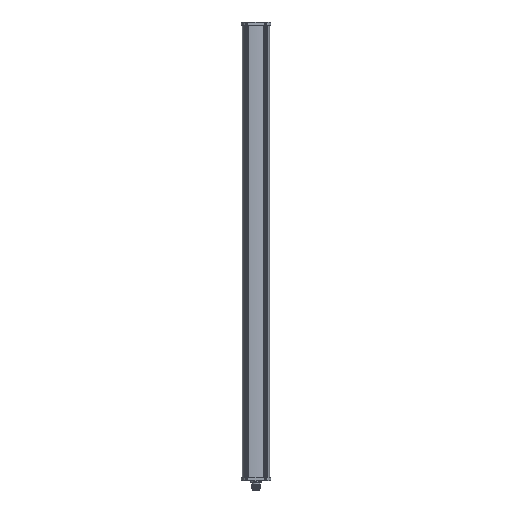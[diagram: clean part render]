
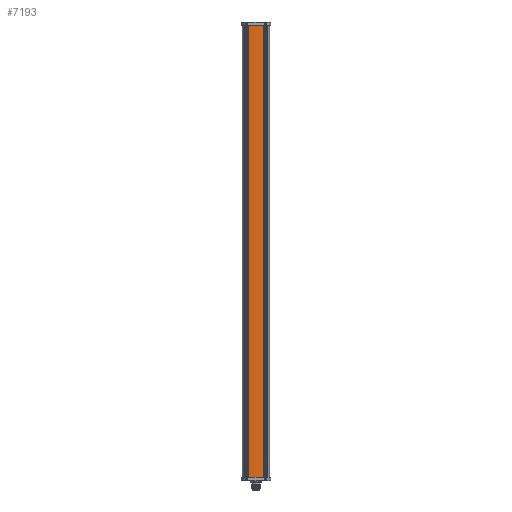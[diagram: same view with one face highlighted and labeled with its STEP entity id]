
A CAD part, front view. The second image highlights one B-rep face of the part: STEP entity #7193.
In plain terms, the highlighted cylindrical face has radius 94.814 mm (diameter 189.629 mm), a partial arc.
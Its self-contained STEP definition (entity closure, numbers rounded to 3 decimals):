
#29 = LINE ( 'NONE', #9795, #23310 ) ;
#74 = CARTESIAN_POINT ( 'NONE',  ( -4.353, 283.388, 13.225 ) ) ;
#321 = DIRECTION ( 'NONE',  ( 0., -1., 0. ) ) ;
#328 = CARTESIAN_POINT ( 'NONE',  ( 0., 325.999, -81.489 ) ) ;
#347 = ORIENTED_EDGE ( 'NONE', *, *, #22391, .F. ) ;
#599 = DIRECTION ( 'NONE',  ( 1., 0., 0. ) ) ;
#725 = DIRECTION ( 'NONE',  ( 1., 0., 0. ) ) ;
#727 = CARTESIAN_POINT ( 'NONE',  ( 0., -328.001, -81.489 ) ) ;
#768 = EDGE_CURVE ( 'NONE', #9226, #12142, #24672, .T. ) ;
#794 = ORIENTED_EDGE ( 'NONE', *, *, #768, .F. ) ;
#1366 = CARTESIAN_POINT ( 'NONE',  ( 0., -328.001, -81.489 ) ) ;
#1972 = DIRECTION ( 'NONE',  ( 0., -1., 0. ) ) ;
#1977 = CARTESIAN_POINT ( 'NONE',  ( 4.353, -285.39, 13.225 ) ) ;
#2219 = EDGE_CURVE ( 'NONE', #9212, #16710, #8051, .T. ) ;
#2754 = CIRCLE ( 'NONE', #12023, 94.814 ) ;
#2870 = ORIENTED_EDGE ( 'NONE', *, *, #9130, .T. ) ;
#3177 = CIRCLE ( 'NONE', #14108, 94.814 ) ;
#3375 = VECTOR ( 'NONE', #1972, 1000. ) ;
#3413 = DIRECTION ( 'NONE',  ( 0., 1., 0. ) ) ;
#4191 = LINE ( 'NONE', #74, #10490 ) ;
#4581 = ORIENTED_EDGE ( 'NONE', *, *, #16548, .F. ) ;
#4841 = CARTESIAN_POINT ( 'NONE',  ( 11.5, -328.001, 12.625 ) ) ;
#4960 = EDGE_CURVE ( 'NONE', #18585, #25253, #29, .T. ) ;
#5072 = DIRECTION ( 'NONE',  ( -1., 0., 0. ) ) ;
#5372 = EDGE_LOOP ( 'NONE', ( #7796, #10173, #5843, #2870, #4581, #6568, #24444, #347, #6425, #10551, #794, #7553 ) ) ;
#5569 = EDGE_CURVE ( 'NONE', #21069, #10898, #16997, .T. ) ;
#5843 = ORIENTED_EDGE ( 'NONE', *, *, #4960, .F. ) ;
#5905 = CARTESIAN_POINT ( 'NONE',  ( 4.353, -326.001, 13.225 ) ) ;
#6425 = ORIENTED_EDGE ( 'NONE', *, *, #2219, .F. ) ;
#6568 = ORIENTED_EDGE ( 'NONE', *, *, #11009, .F. ) ;
#6964 = VECTOR ( 'NONE', #7121, 1000. ) ;
#7121 = DIRECTION ( 'NONE',  ( 0., -1., 0. ) ) ;
#7193 = ADVANCED_FACE ( 'NONE', ( #9917 ), #17990, .T. ) ;
#7280 = CARTESIAN_POINT ( 'NONE',  ( -4.353, 325.999, 13.225 ) ) ;
#7553 = ORIENTED_EDGE ( 'NONE', *, *, #13579, .F. ) ;
#7600 = CARTESIAN_POINT ( 'NONE',  ( 11.5, 325.999, 12.625 ) ) ;
#7796 = ORIENTED_EDGE ( 'NONE', *, *, #21300, .F. ) ;
#7898 = CARTESIAN_POINT ( 'NONE',  ( 11.5, 344.61, 12.625 ) ) ;
#7965 = DIRECTION ( 'NONE',  ( 0., 1., 0. ) ) ;
#8051 = LINE ( 'NONE', #13864, #3375 ) ;
#8135 = DIRECTION ( 'NONE',  ( 0., -1., 0. ) ) ;
#8635 = DIRECTION ( 'NONE',  ( -1., 0., 0. ) ) ;
#8698 = VERTEX_POINT ( 'NONE', #7600 ) ;
#9123 = AXIS2_PLACEMENT_3D ( 'NONE', #727, #321, #8635 ) ;
#9130 = EDGE_CURVE ( 'NONE', #18585, #10948, #24851, .T. ) ;
#9212 = VERTEX_POINT ( 'NONE', #21965 ) ;
#9226 = VERTEX_POINT ( 'NONE', #24191 ) ;
#9520 = DIRECTION ( 'NONE',  ( 0., -1., 0. ) ) ;
#9795 = CARTESIAN_POINT ( 'NONE',  ( 4.353, 283.388, 13.225 ) ) ;
#9802 = VERTEX_POINT ( 'NONE', #4841 ) ;
#9917 = FACE_OUTER_BOUND ( 'NONE', #5372, .T. ) ;
#10092 = VECTOR ( 'NONE', #12003, 1000. ) ;
#10173 = ORIENTED_EDGE ( 'NONE', *, *, #12302, .F. ) ;
#10490 = VECTOR ( 'NONE', #8135, 1000. ) ;
#10551 = ORIENTED_EDGE ( 'NONE', *, *, #12067, .T. ) ;
#10898 = VERTEX_POINT ( 'NONE', #21485 ) ;
#10948 = VERTEX_POINT ( 'NONE', #23590 ) ;
#11009 = EDGE_CURVE ( 'NONE', #21069, #25173, #19477, .T. ) ;
#11132 = CARTESIAN_POINT ( 'NONE',  ( 0., 323.999, -81.489 ) ) ;
#12003 = DIRECTION ( 'NONE',  ( 0., 1., 0. ) ) ;
#12023 = AXIS2_PLACEMENT_3D ( 'NONE', #328, #12468, #599 ) ;
#12067 = EDGE_CURVE ( 'NONE', #9212, #12142, #3177, .T. ) ;
#12142 = VERTEX_POINT ( 'NONE', #5905 ) ;
#12302 = EDGE_CURVE ( 'NONE', #25253, #8698, #2754, .T. ) ;
#12468 = DIRECTION ( 'NONE',  ( 0., 1., 0. ) ) ;
#13023 = AXIS2_PLACEMENT_3D ( 'NONE', #11132, #9520, #5072 ) ;
#13040 = DIRECTION ( 'NONE',  ( 1., 0., 0. ) ) ;
#13143 = AXIS2_PLACEMENT_3D ( 'NONE', #13656, #21870, #21617 ) ;
#13579 = EDGE_CURVE ( 'NONE', #9802, #9226, #17986, .T. ) ;
#13656 = CARTESIAN_POINT ( 'NONE',  ( 0., 325.999, -81.489 ) ) ;
#13864 = CARTESIAN_POINT ( 'NONE',  ( -4.353, -285.39, 13.225 ) ) ;
#14108 = AXIS2_PLACEMENT_3D ( 'NONE', #16871, #3413, #13040 ) ;
#14239 = CARTESIAN_POINT ( 'NONE',  ( 4.353, 323.999, 13.225 ) ) ;
#15934 = LINE ( 'NONE', #7898, #18220 ) ;
#16548 = EDGE_CURVE ( 'NONE', #25173, #10948, #4191, .T. ) ;
#16710 = VERTEX_POINT ( 'NONE', #20423 ) ;
#16844 = AXIS2_PLACEMENT_3D ( 'NONE', #23705, #18115, #725 ) ;
#16871 = CARTESIAN_POINT ( 'NONE',  ( 0., -326.001, -81.489 ) ) ;
#16997 = LINE ( 'NONE', #25076, #6964 ) ;
#17986 = CIRCLE ( 'NONE', #9123, 94.814 ) ;
#17990 = CYLINDRICAL_SURFACE ( 'NONE', #16844, 94.814 ) ;
#18115 = DIRECTION ( 'NONE',  ( 0., -1., 0. ) ) ;
#18220 = VECTOR ( 'NONE', #21654, 1000. ) ;
#18585 = VERTEX_POINT ( 'NONE', #14239 ) ;
#19203 = DIRECTION ( 'NONE',  ( -1., 0., 0. ) ) ;
#19477 = CIRCLE ( 'NONE', #13143, 94.814 ) ;
#20423 = CARTESIAN_POINT ( 'NONE',  ( -4.353, -328.001, 13.225 ) ) ;
#20900 = CIRCLE ( 'NONE', #25548, 94.814 ) ;
#21069 = VERTEX_POINT ( 'NONE', #22711 ) ;
#21300 = EDGE_CURVE ( 'NONE', #8698, #9802, #15934, .T. ) ;
#21485 = CARTESIAN_POINT ( 'NONE',  ( -11.5, -328.001, 12.625 ) ) ;
#21617 = DIRECTION ( 'NONE',  ( 1., 0., 0. ) ) ;
#21654 = DIRECTION ( 'NONE',  ( 0., -1., 0. ) ) ;
#21870 = DIRECTION ( 'NONE',  ( 0., 1., 0. ) ) ;
#21965 = CARTESIAN_POINT ( 'NONE',  ( -4.353, -326.001, 13.225 ) ) ;
#22391 = EDGE_CURVE ( 'NONE', #16710, #10898, #20900, .T. ) ;
#22711 = CARTESIAN_POINT ( 'NONE',  ( -11.5, 325.999, 12.625 ) ) ;
#22978 = CARTESIAN_POINT ( 'NONE',  ( 4.353, 325.999, 13.225 ) ) ;
#23310 = VECTOR ( 'NONE', #7965, 1000. ) ;
#23434 = DIRECTION ( 'NONE',  ( 0., -1., 0. ) ) ;
#23590 = CARTESIAN_POINT ( 'NONE',  ( -4.353, 323.999, 13.225 ) ) ;
#23705 = CARTESIAN_POINT ( 'NONE',  ( 0., 344.61, -81.489 ) ) ;
#24191 = CARTESIAN_POINT ( 'NONE',  ( 4.353, -328.001, 13.225 ) ) ;
#24444 = ORIENTED_EDGE ( 'NONE', *, *, #5569, .T. ) ;
#24672 = LINE ( 'NONE', #1977, #10092 ) ;
#24851 = CIRCLE ( 'NONE', #13023, 94.814 ) ;
#25076 = CARTESIAN_POINT ( 'NONE',  ( -11.5, 344.61, 12.625 ) ) ;
#25173 = VERTEX_POINT ( 'NONE', #7280 ) ;
#25253 = VERTEX_POINT ( 'NONE', #22978 ) ;
#25548 = AXIS2_PLACEMENT_3D ( 'NONE', #1366, #23434, #19203 ) ;
